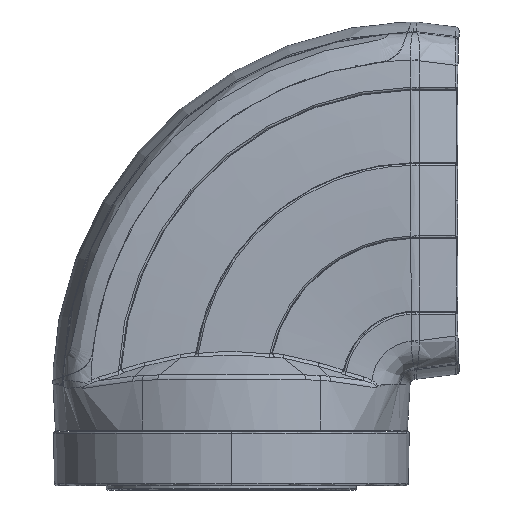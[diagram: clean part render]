
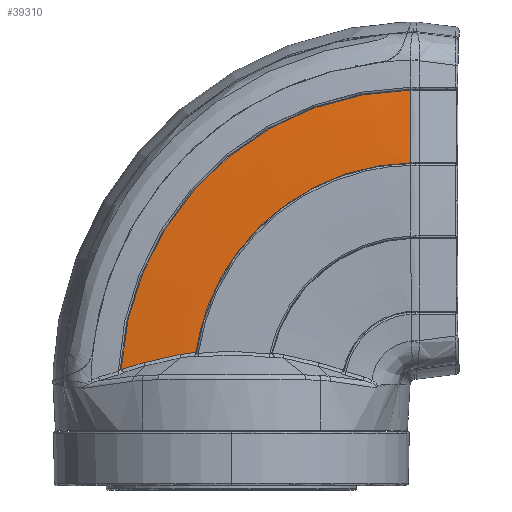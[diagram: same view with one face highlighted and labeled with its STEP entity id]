
A CAD part, left-side view. The second image highlights one B-rep face of the part: STEP entity #39310.
In plain terms, the highlighted toroidal (fillet/blend) face has major radius 67.882 mm and minor radius 403.824 mm.
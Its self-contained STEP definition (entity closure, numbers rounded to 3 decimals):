
#195 = CARTESIAN_POINT ( 'NONE',  ( -20.523, 52.252, 150.849 ) ) ;
#2744 = CARTESIAN_POINT ( 'NONE',  ( -18.697, 79.777, 145.111 ) ) ;
#2857 = CARTESIAN_POINT ( 'NONE',  ( -20.457, 54.207, 150.634 ) ) ;
#3176 = CARTESIAN_POINT ( 'NONE',  ( -20.378, 56.156, 150.374 ) ) ;
#3314 = CARTESIAN_POINT ( 'NONE',  ( -20.523, 52.252, 150.849 ) ) ;
#3367 = CARTESIAN_POINT ( 'NONE',  ( -20.524, 40.856, 182.314 ) ) ;
#8517 = CARTESIAN_POINT ( 'NONE',  ( -19.45, 71.371, 147.048 ) ) ;
#9596 = CARTESIAN_POINT ( 'NONE',  ( -20.524, -17.593, 220.215 ) ) ;
#9905 = CARTESIAN_POINT ( 'NONE',  ( -20.524, 21.715, 203.607 ) ) ;
#9910 = CARTESIAN_POINT ( 'NONE',  ( -18.695, -27.154, 247.696 ) ) ;
#11632 = DIRECTION ( 'NONE',  ( 0., 0., 1. ) ) ;
#13159 = CARTESIAN_POINT ( 'NONE',  ( -18.695, -27.154, 247.696 ) ) ;
#13244 = VERTEX_POINT ( 'NONE', #9910 ) ;
#13337 = CARTESIAN_POINT ( 'NONE',  ( -20.524, 52.215, 150.986 ) ) ;
#14204 = B_SPLINE_CURVE_WITH_KNOTS ( 'NONE', 3,
 ( #27991, #77877, #9596, #59038, #52548, #73790, #38159, #81555, #9905, #16737, #80938, #87443, #3367, #59344, #73476, #38480, #88672, #80328 ),
 .UNSPECIFIED., .F., .F.,
 ( 4, 2, 2, 2, 2, 2, 2, 2, 4 ),
 ( 0., 0.124, 0.248, 0.372, 0.495, 0.619, 0.743, 0.867, 0.991 ),
 .UNSPECIFIED. ) ;
#14240 = CARTESIAN_POINT ( 'NONE',  ( -20.524, 52.212, 151.001 ) ) ;
#14340 = CARTESIAN_POINT ( 'NONE',  ( -20.286, 58.099, 150.074 ) ) ;
#15196 = CARTESIAN_POINT ( 'NONE',  ( -20.524, 52.212, 151.001 ) ) ;
#16737 = CARTESIAN_POINT ( 'NONE',  ( -20.524, 28.905, 197.281 ) ) ;
#16972 = CARTESIAN_POINT ( 'NONE',  ( -18.695, 79.779, 145.394 ) ) ;
#19981 = CARTESIAN_POINT ( 'NONE',  ( -20.524, -27.159, 220.823 ) ) ;
#22256 = B_SPLINE_CURVE_WITH_KNOTS ( 'NONE', 3,
 ( #37238, #86531, #51933, #2744, #37854, #30734 ),
 .UNSPECIFIED., .F., .F.,
 ( 4, 2, 4 ),
 ( 0., 0., 0.001 ),
 .UNSPECIFIED. ) ;
#25037 = CARTESIAN_POINT ( 'NONE',  ( -18.718, 79.594, 144.578 ) ) ;
#25176 = ORIENTED_EDGE ( 'NONE', *, *, #43458, .F. ) ;
#26235 = CARTESIAN_POINT ( 'NONE',  ( 383.058, -28.751, 138.989 ) ) ;
#27193 = EDGE_CURVE ( 'NONE', #81013, #13244, #44624, .T. ) ;
#27382 = VERTEX_POINT ( 'NONE', #86274 ) ;
#27608 = CARTESIAN_POINT ( 'NONE',  ( -20.523, 52.223, 150.955 ) ) ;
#27991 = CARTESIAN_POINT ( 'NONE',  ( -20.524, -27.159, 220.823 ) ) ;
#28507 = CARTESIAN_POINT ( 'NONE',  ( -20.523, 52.231, 150.919 ) ) ;
#30734 = CARTESIAN_POINT ( 'NONE',  ( -18.695, 79.779, 145.394 ) ) ;
#31206 = B_SPLINE_CURVE_WITH_KNOTS ( 'NONE', 3,
 ( #14240, #13337, #91419, #27608, #28507, #92302, #195 ),
 .UNSPECIFIED., .F., .F.,
 ( 4, 3, 4 ),
 ( 0., 0., 0. ),
 .UNSPECIFIED. ) ;
#32116 = ORIENTED_EDGE ( 'NONE', *, *, #27193, .T. ) ;
#36503 = EDGE_CURVE ( 'NONE', #54803, #90088, #43004, .T. ) ;
#37238 = CARTESIAN_POINT ( 'NONE',  ( -18.718, 79.594, 144.578 ) ) ;
#37854 = CARTESIAN_POINT ( 'NONE',  ( -18.695, 79.788, 145.251 ) ) ;
#38019 = ORIENTED_EDGE ( 'NONE', *, *, #77024, .F. ) ;
#38159 = CARTESIAN_POINT ( 'NONE',  ( -20.524, 9.657, 211.426 ) ) ;
#38455 = VERTEX_POINT ( 'NONE', #16972 ) ;
#38480 = CARTESIAN_POINT ( 'NONE',  ( -20.524, 50.39, 160.413 ) ) ;
#39310 = ADVANCED_FACE ( 'NONE', ( #43204 ), #62165, .T. ) ;
#42897 = CARTESIAN_POINT ( 'NONE',  ( -19.45, 71.371, 147.048 ) ) ;
#43004 = B_SPLINE_CURVE_WITH_KNOTS ( 'NONE', 3,
 ( #88469, #2857, #3176, #66028 ),
 .UNSPECIFIED., .F., .F.,
 ( 4, 4 ),
 ( 0., 0.006 ),
 .UNSPECIFIED. ) ;
#43137 = AXIS2_PLACEMENT_3D ( 'NONE', #26235, #47056, #11632 ) ;
#43204 = FACE_OUTER_BOUND ( 'NONE', #55973, .T. ) ;
#43458 = EDGE_CURVE ( 'NONE', #90088, #75429, #65153, .T. ) ;
#43497 = CARTESIAN_POINT ( 'NONE',  ( -19.792, 67.022, 148.365 ) ) ;
#44624 = B_SPLINE_CURVE_WITH_KNOTS ( 'NONE', 3,
 ( #19981, #90636, #84435, #13159 ),
 .UNSPECIFIED., .F., .F.,
 ( 4, 4 ),
 ( 0., 0.027 ),
 .UNSPECIFIED. ) ;
#44978 = ORIENTED_EDGE ( 'NONE', *, *, #36503, .F. ) ;
#47056 = DIRECTION ( 'NONE',  ( -1., 0., 0. ) ) ;
#48314 = CARTESIAN_POINT ( 'NONE',  ( -20.286, 58.099, 150.074 ) ) ;
#50777 = DIRECTION ( 'NONE',  ( 0., 0., 1. ) ) ;
#51933 = CARTESIAN_POINT ( 'NONE',  ( -18.705, 79.717, 144.837 ) ) ;
#51979 = B_SPLINE_CURVE_WITH_KNOTS ( 'NONE', 3,
 ( #80835, #74922, #81446, #25037 ),
 .UNSPECIFIED., .F., .F.,
 ( 4, 4 ),
 ( 0., 0.009 ),
 .UNSPECIFIED. ) ;
#52365 = EDGE_CURVE ( 'NONE', #75429, #27382, #51979, .T. ) ;
#52548 = CARTESIAN_POINT ( 'NONE',  ( -20.524, -3.581, 217.019 ) ) ;
#52633 = ORIENTED_EDGE ( 'NONE', *, *, #89104, .F. ) ;
#54803 = VERTEX_POINT ( 'NONE', #3314 ) ;
#55973 = EDGE_LOOP ( 'NONE', ( #56225, #25176, #44978, #52633, #38019, #32116, #58401, #62718 ) ) ;
#56225 = ORIENTED_EDGE ( 'NONE', *, *, #52365, .F. ) ;
#56726 = EDGE_CURVE ( 'NONE', #27382, #38455, #22256, .T. ) ;
#58401 = ORIENTED_EDGE ( 'NONE', *, *, #84748, .F. ) ;
#59038 = CARTESIAN_POINT ( 'NONE',  ( -20.524, -8.197, 218.36 ) ) ;
#59344 = CARTESIAN_POINT ( 'NONE',  ( -20.524, 45.434, 173.902 ) ) ;
#62165 = TOROIDAL_SURFACE ( 'NONE', #43137, 67.882, 403.824 ) ;
#62718 = ORIENTED_EDGE ( 'NONE', *, *, #56726, .F. ) ;
#65153 = B_SPLINE_CURVE_WITH_KNOTS ( 'NONE', 3,
 ( #14340, #78198, #43497, #42897 ),
 .UNSPECIFIED., .F., .F.,
 ( 4, 4 ),
 ( 0., 0.014 ),
 .UNSPECIFIED. ) ;
#66028 = CARTESIAN_POINT ( 'NONE',  ( -20.286, 58.099, 150.074 ) ) ;
#67074 = VERTEX_POINT ( 'NONE', #15196 ) ;
#73476 = CARTESIAN_POINT ( 'NONE',  ( -20.524, 47.352, 169.495 ) ) ;
#73790 = CARTESIAN_POINT ( 'NONE',  ( -20.524, 5.346, 213.552 ) ) ;
#74922 = CARTESIAN_POINT ( 'NONE',  ( -19.234, 74.113, 146.219 ) ) ;
#75429 = VERTEX_POINT ( 'NONE', #8517 ) ;
#77024 = EDGE_CURVE ( 'NONE', #81013, #67074, #14204, .T. ) ;
#77877 = CARTESIAN_POINT ( 'NONE',  ( -20.524, -22.372, 220.73 ) ) ;
#78198 = CARTESIAN_POINT ( 'NONE',  ( -20.072, 62.599, 149.378 ) ) ;
#78622 = CARTESIAN_POINT ( 'NONE',  ( -20.524, -27.159, 220.823 ) ) ;
#78869 = CARTESIAN_POINT ( 'NONE',  ( -18.695, -28.751, 138.989 ) ) ;
#79164 = DIRECTION ( 'NONE',  ( 1., 0., 0. ) ) ;
#80328 = CARTESIAN_POINT ( 'NONE',  ( -20.524, 52.212, 151.001 ) ) ;
#80835 = CARTESIAN_POINT ( 'NONE',  ( -19.45, 71.371, 147.048 ) ) ;
#80938 = CARTESIAN_POINT ( 'NONE',  ( -20.524, 32.222, 193.803 ) ) ;
#81013 = VERTEX_POINT ( 'NONE', #78622 ) ;
#81446 = CARTESIAN_POINT ( 'NONE',  ( -18.991, 76.854, 145.394 ) ) ;
#81555 = CARTESIAN_POINT ( 'NONE',  ( -20.524, 17.841, 206.453 ) ) ;
#84435 = CARTESIAN_POINT ( 'NONE',  ( -19.603, -27.155, 238.761 ) ) ;
#84748 = EDGE_CURVE ( 'NONE', #38455, #13244, #89356, .T. ) ;
#86274 = CARTESIAN_POINT ( 'NONE',  ( -18.718, 79.594, 144.578 ) ) ;
#86531 = CARTESIAN_POINT ( 'NONE',  ( -18.71, 79.667, 144.701 ) ) ;
#87443 = CARTESIAN_POINT ( 'NONE',  ( -20.524, 38.198, 186.319 ) ) ;
#88469 = CARTESIAN_POINT ( 'NONE',  ( -20.523, 52.252, 150.849 ) ) ;
#88672 = CARTESIAN_POINT ( 'NONE',  ( -20.524, 51.509, 155.738 ) ) ;
#89104 = EDGE_CURVE ( 'NONE', #67074, #54803, #31206, .T. ) ;
#89356 = CIRCLE ( 'NONE', #90782, 108.719 ) ;
#90088 = VERTEX_POINT ( 'NONE', #48314 ) ;
#90636 = CARTESIAN_POINT ( 'NONE',  ( -20.213, -27.157, 229.799 ) ) ;
#90782 = AXIS2_PLACEMENT_3D ( 'NONE', #78869, #79164, #50777 ) ;
#91419 = CARTESIAN_POINT ( 'NONE',  ( -20.524, 52.219, 150.97 ) ) ;
#92302 = CARTESIAN_POINT ( 'NONE',  ( -20.523, 52.241, 150.884 ) ) ;
